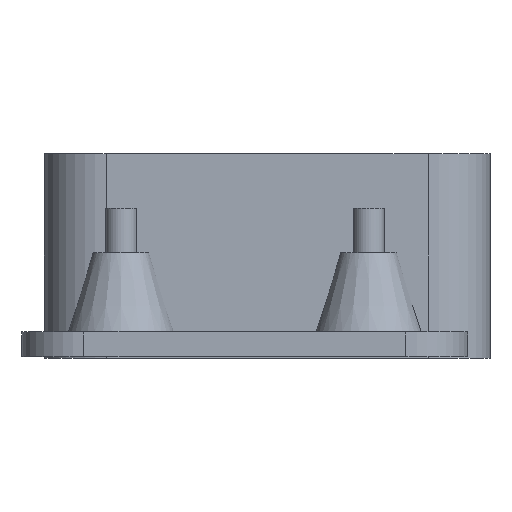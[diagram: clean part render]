
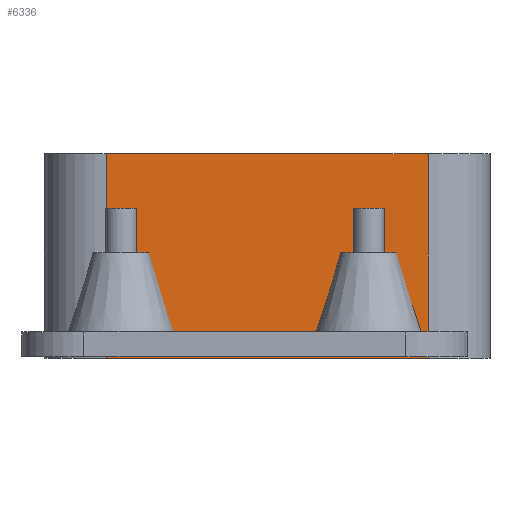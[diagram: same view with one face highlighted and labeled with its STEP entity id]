
A CAD part, left-side view. The second image highlights one B-rep face of the part: STEP entity #6336.
In plain terms, the highlighted planar face has unit normal (-1, 0, 0).
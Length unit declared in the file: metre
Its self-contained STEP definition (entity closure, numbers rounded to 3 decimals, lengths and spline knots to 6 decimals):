
#889=ORIENTED_EDGE('',*,*,#2772,.F.);
#890=ORIENTED_EDGE('',*,*,#2476,.T.);
#891=ORIENTED_EDGE('',*,*,#2771,.T.);
#892=ORIENTED_EDGE('',*,*,#2765,.F.);
#2476=EDGE_CURVE('',#3434,#3435,#4069,.T.);
#2765=EDGE_CURVE('',#3711,#3712,#4220,.T.);
#2771=EDGE_CURVE('',#3435,#3712,#4223,.T.);
#2772=EDGE_CURVE('',#3434,#3711,#4224,.T.);
#3434=VERTEX_POINT('',#8641);
#3435=VERTEX_POINT('',#8642);
#3711=VERTEX_POINT('',#9386);
#3712=VERTEX_POINT('',#9388);
#4069=LINE('',#8640,#4691);
#4220=LINE('',#9387,#4842);
#4223=LINE('',#9397,#4845);
#4224=LINE('',#9399,#4846);
#4691=VECTOR('',#7154,1.);
#4842=VECTOR('',#7443,1.);
#4845=VECTOR('',#7454,1.);
#4846=VECTOR('',#7457,1.);
#5330=EDGE_LOOP('',(#889,#890,#891,#892));
#5746=FACE_BOUND('',#5330,.T.);
#6133=PLANE('',#6790);
#6336=ADVANCED_FACE('',(#5746),#6133,.T.);
#6790=AXIS2_PLACEMENT_3D('',#9400,#7458,#7459);
#7154=DIRECTION('',(0.,1.,0.));
#7443=DIRECTION('',(0.,1.,0.));
#7454=DIRECTION('',(0.,0.,-1.));
#7457=DIRECTION('',(0.,0.,-1.));
#7458=DIRECTION('',(-1.,0.,0.));
#7459=DIRECTION('',(0.,-1.,0.));
#8640=CARTESIAN_POINT('',(-0.023,0.,0.0185));
#8641=CARTESIAN_POINT('',(-0.023,-0.013,0.0185));
#8642=CARTESIAN_POINT('',(-0.023,0.013,0.0185));
#9386=CARTESIAN_POINT('',(-0.023,-0.013,0.002));
#9387=CARTESIAN_POINT('',(-0.023,0.,0.002));
#9388=CARTESIAN_POINT('',(-0.023,0.013,0.002));
#9397=CARTESIAN_POINT('',(-0.023,0.013,0.266318));
#9399=CARTESIAN_POINT('',(-0.023,-0.013,0.266318));
#9400=CARTESIAN_POINT('',(-0.023,0.,0.266318));
